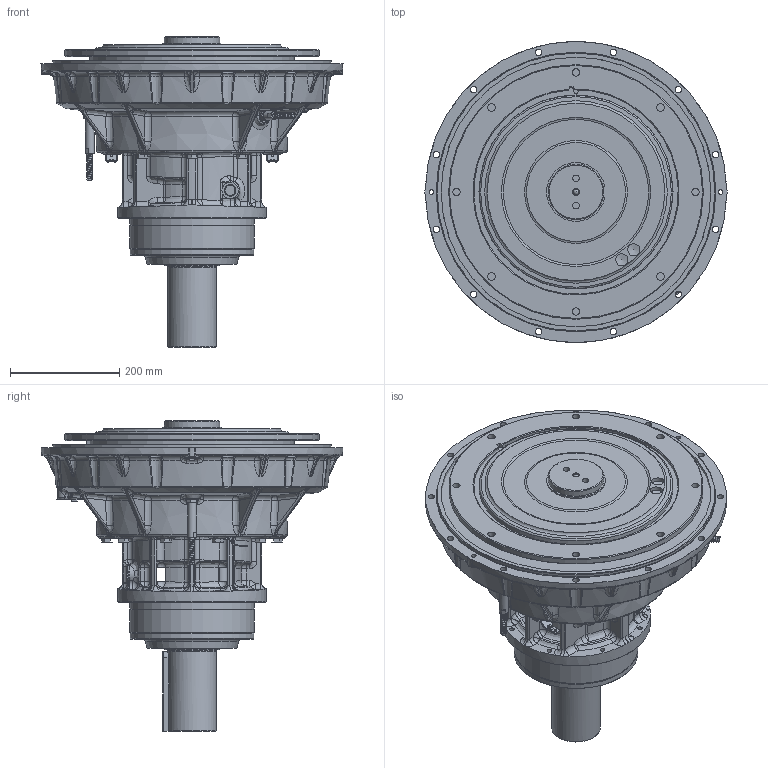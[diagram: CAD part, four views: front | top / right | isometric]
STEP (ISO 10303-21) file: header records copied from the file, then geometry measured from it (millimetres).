
FILE_DESCRIPTION (( 'STEP AP214' ), '1' );
FILE_NAME ('1029135E.step', '2021-05-25T21:03:05', ( 'TDI' ), ( 'Twin Disc Inc' ), 'SwSTEP 2.0', 'SolidWorks 2019', '' );
FILE_SCHEMA (( 'AUTOMOTIVE_DESIGN' ));
Length unit declared in the file: inch
Products named in the file (1): 1029135E
Bounding box: 554.04 x 552.29 x 569.4 mm (x, y, z)
Surface area: 1546027.2 mm2 (no closed solid volume)
Topology: 0 solids, 43 shells, 1719 faces, 4721 edges, 2976 vertices
Faces by surface type: bspline 561, plane 391, cylinder 343, torus 204, sphere 125, cone 95
Full cylindrical faces by diameter (mm): 4.75 x2, 8 x12, 8.5 x14, 10.797 x1, 11.906 x12, 12 x3, 13 x1, 13.494 x8, 15.875 x2, 16 x4, 18 x6, 19.05 x2, 20 x2, 22.225 x2, 25.4 x1, 30.175 x3, 88.5 x1, 88.9 x1, 101.6 x1, 135.026 x1, 227 x1, 227.5 x1, 228.57 x1, 273 x1, 276 x1, 278 x1, 466.661 x1, 511.111 x1
Entity records: 106304 total; most frequent: CARTESIAN_POINT 46625, ORIENTED_EDGE 7963, DIRECTION 6984, EDGE_CURVE 4511, AXIS2_PLACEMENT_3D 2940, VERTEX_POINT 2900, EDGE_LOOP 1972, FACE_OUTER_BOUND 1796
